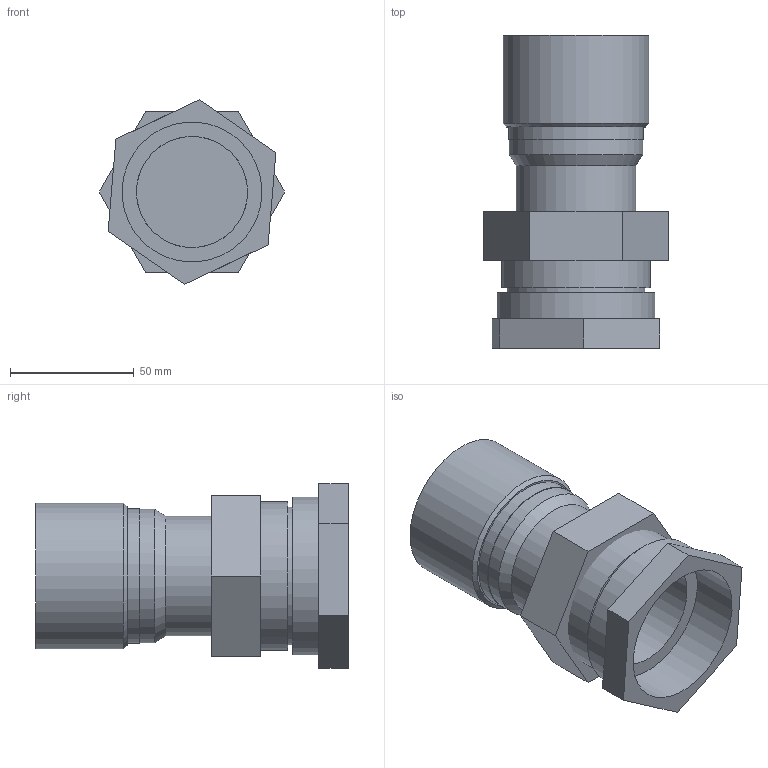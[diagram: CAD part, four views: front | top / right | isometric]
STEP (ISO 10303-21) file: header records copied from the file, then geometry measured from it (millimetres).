
FILE_DESCRIPTION(/* description */ ('Unknown'),/* implementation_level */ '2;1');
FILE_NAME(/* name */ 'F42R2DN54',/* time_stamp */ '2016-07-07T16:31:59+02:00',/* author */ ('Unknown'),/* organization */ ('Unknown'),/* preprocessor_version */ 'ST-DEVELOPER v16',/* originating_system */ 'DEX',/* authorisation */ $);
FILE_SCHEMA (('AUTOMOTIVE_DESIGN {1 0 10303 214 3 1 1}'));
Length unit declared in the file: millimetre
Products named in the file (5): F42R2DN54; UNIONH2DN54gen; F11R2DN54; LOCA2_54GEN; TUERCA2_54GEN
Assembly tree (4 placements, depth 3):
  F42R2DN54
    UNIONH2DN54gen
    F11R2DN54
      LOCA2_54GEN
      TUERCA2_54GEN
Bounding box: 75.06 x 126.6 x 74.79 mm (x, y, z)
Volume: 117282.9 mm3; surface area: 63283.2 mm2
Topology: 3 solids, 3 shells, 49 faces, 107 edges, 75 vertices
Faces by surface type: plane 29, cylinder 17, cone 3
Full cylindrical faces by diameter (mm): 44.984 x1, 45 x1, 48.5 x2, 48.7 x1, 51 x1, 54 x2, 54.5 x1, 55 x1, 56 x1, 56.656 x3, 59 x1, 60.325 x1, 64 x1
Entity records: 1482 total; most frequent: DIRECTION 218, CARTESIAN_POINT 194, ORIENTED_EDGE 152, AXIS2_PLACEMENT_3D 88, EDGE_LOOP 84, FACE_BOUND 84, EDGE_CURVE 76, VERTEX_POINT 64
